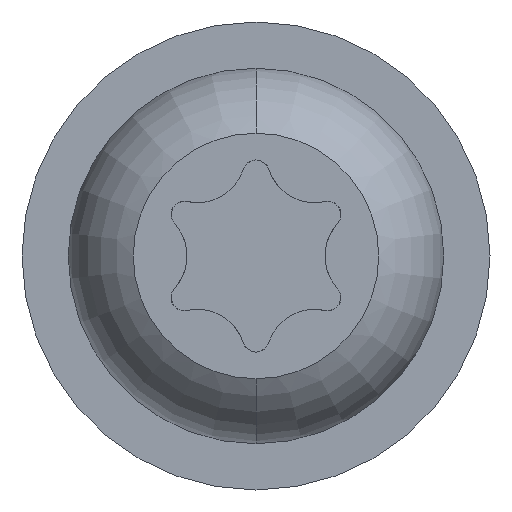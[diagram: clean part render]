
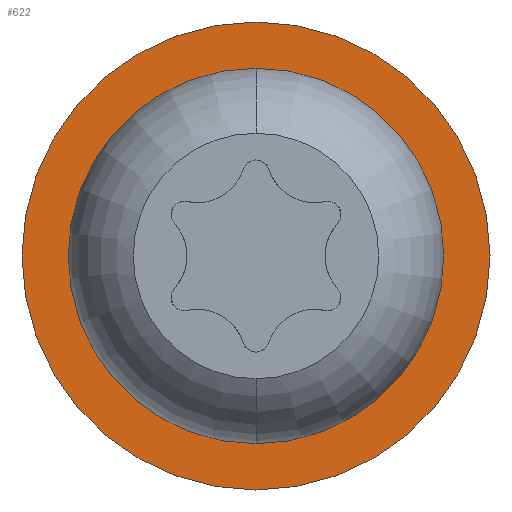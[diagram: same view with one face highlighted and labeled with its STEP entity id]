
A CAD part, left-side view. The second image highlights one B-rep face of the part: STEP entity #622.
In plain terms, the highlighted planar face has unit normal (-1, 0, 0).
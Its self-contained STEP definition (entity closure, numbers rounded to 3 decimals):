
#142 = DIRECTION ( 'NONE',  ( 0., 0., 1. ) ) ;
#156 = VERTEX_POINT ( 'NONE', #597 ) ;
#169 = CIRCLE ( 'NONE', #596, 6.5 ) ;
#171 = CIRCLE ( 'NONE', #1367, 8.1 ) ;
#176 = ORIENTED_EDGE ( 'NONE', *, *, #1505, .F. ) ;
#179 = EDGE_CURVE ( 'NONE', #727, #1818, #418, .T. ) ;
#280 = DIRECTION ( 'NONE',  ( 0., 0., 1. ) ) ;
#291 = CARTESIAN_POINT ( 'NONE',  ( 3.5, 0., 0. ) ) ;
#305 = ORIENTED_EDGE ( 'NONE', *, *, #1656, .T. ) ;
#308 = CARTESIAN_POINT ( 'NONE',  ( 3.5, 0., -6.5 ) ) ;
#311 = CARTESIAN_POINT ( 'NONE',  ( 3.5, 0., 0. ) ) ;
#313 = PLANE ( 'NONE',  #440 ) ;
#379 = EDGE_LOOP ( 'NONE', ( #1244, #176 ) ) ;
#407 = DIRECTION ( 'NONE',  ( 0., 0., 1. ) ) ;
#418 = CIRCLE ( 'NONE', #479, 6.5 ) ;
#422 = ORIENTED_EDGE ( 'NONE', *, *, #179, .T. ) ;
#438 = FACE_OUTER_BOUND ( 'NONE', #379, .T. ) ;
#440 = AXIS2_PLACEMENT_3D ( 'NONE', #541, #620, #1190 ) ;
#463 = CIRCLE ( 'NONE', #890, 8.1 ) ;
#479 = AXIS2_PLACEMENT_3D ( 'NONE', #291, #1588, #280 ) ;
#541 = CARTESIAN_POINT ( 'NONE',  ( 3.5, 7.3, 0. ) ) ;
#574 = CARTESIAN_POINT ( 'NONE',  ( 3.5, 0., 0. ) ) ;
#596 = AXIS2_PLACEMENT_3D ( 'NONE', #574, #1014, #1158 ) ;
#597 = CARTESIAN_POINT ( 'NONE',  ( 3.5, 0., 8.1 ) ) ;
#608 = EDGE_LOOP ( 'NONE', ( #305, #422 ) ) ;
#620 = DIRECTION ( 'NONE',  ( -1., 0., 0. ) ) ;
#622 = ADVANCED_FACE ( 'NONE', ( #1545, #438 ), #313, .T. ) ;
#627 = VERTEX_POINT ( 'NONE', #1607 ) ;
#727 = VERTEX_POINT ( 'NONE', #308 ) ;
#890 = AXIS2_PLACEMENT_3D ( 'NONE', #1420, #1870, #407 ) ;
#993 = EDGE_CURVE ( 'NONE', #156, #627, #171, .T. ) ;
#1014 = DIRECTION ( 'NONE',  ( 1., 0., 0. ) ) ;
#1158 = DIRECTION ( 'NONE',  ( 0., 0., 1. ) ) ;
#1180 = DIRECTION ( 'NONE',  ( 1., 0., 0. ) ) ;
#1190 = DIRECTION ( 'NONE',  ( 0., 0., 1. ) ) ;
#1244 = ORIENTED_EDGE ( 'NONE', *, *, #993, .F. ) ;
#1367 = AXIS2_PLACEMENT_3D ( 'NONE', #311, #1180, #142 ) ;
#1420 = CARTESIAN_POINT ( 'NONE',  ( 3.5, 0., 0. ) ) ;
#1462 = CARTESIAN_POINT ( 'NONE',  ( 3.5, 0., 6.5 ) ) ;
#1505 = EDGE_CURVE ( 'NONE', #627, #156, #463, .T. ) ;
#1545 = FACE_BOUND ( 'NONE', #608, .T. ) ;
#1588 = DIRECTION ( 'NONE',  ( 1., 0., 0. ) ) ;
#1607 = CARTESIAN_POINT ( 'NONE',  ( 3.5, 0., -8.1 ) ) ;
#1656 = EDGE_CURVE ( 'NONE', #1818, #727, #169, .T. ) ;
#1818 = VERTEX_POINT ( 'NONE', #1462 ) ;
#1870 = DIRECTION ( 'NONE',  ( 1., 0., 0. ) ) ;
